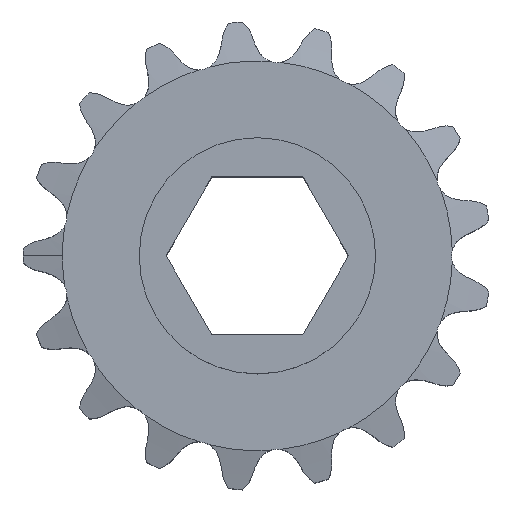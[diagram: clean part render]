
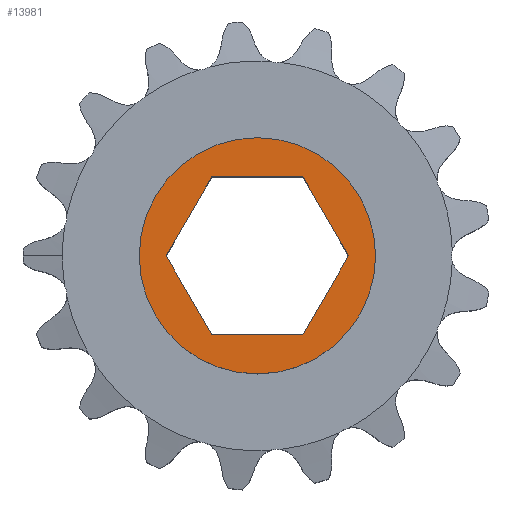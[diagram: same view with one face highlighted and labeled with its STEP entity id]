
A CAD part, top view. The second image highlights one B-rep face of the part: STEP entity #13981.
In plain terms, the highlighted planar face has unit normal (0, 0, 1).
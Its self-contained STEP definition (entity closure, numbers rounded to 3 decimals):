
#17 = DIRECTION ( 'NONE',  ( 0., 0., 1. ) ) ;
#124 = DIRECTION ( 'NONE',  ( -0.5, 0.866, 0. ) ) ;
#968 = VECTOR ( 'NONE', #1635, 1000. ) ;
#1131 = ORIENTED_EDGE ( 'NONE', *, *, #12133, .F. ) ;
#1243 = CARTESIAN_POINT ( 'NONE',  ( -3.675, 6.365, 7.938 ) ) ;
#1319 = DIRECTION ( 'NONE',  ( 1., 0., 0. ) ) ;
#1443 = ORIENTED_EDGE ( 'NONE', *, *, #8138, .F. ) ;
#1635 = DIRECTION ( 'NONE',  ( -0.5, -0.866, 0. ) ) ;
#1745 = EDGE_CURVE ( 'NONE', #11122, #12701, #2444, .T. ) ;
#1776 = CARTESIAN_POINT ( 'NONE',  ( -3.675, 6.365, 7.938 ) ) ;
#1931 = CARTESIAN_POINT ( 'NONE',  ( -9.525, 0., 7.938 ) ) ;
#2444 = LINE ( 'NONE', #6862, #10923 ) ;
#2661 = CIRCLE ( 'NONE', #13820, 9.525 ) ;
#2773 = VERTEX_POINT ( 'NONE', #11929 ) ;
#2819 = DIRECTION ( 'NONE',  ( 0.5, -0.866, 0. ) ) ;
#2853 = VERTEX_POINT ( 'NONE', #1931 ) ;
#2893 = LINE ( 'NONE', #9590, #9663 ) ;
#3016 = EDGE_CURVE ( 'NONE', #8925, #9466, #11931, .T. ) ;
#3040 = DIRECTION ( 'NONE',  ( 0.5, 0.866, 0. ) ) ;
#3412 = DIRECTION ( 'NONE',  ( 0., 0., 1. ) ) ;
#4007 = ORIENTED_EDGE ( 'NONE', *, *, #13344, .F. ) ;
#4431 = FACE_OUTER_BOUND ( 'NONE', #5522, .T. ) ;
#4610 = EDGE_CURVE ( 'NONE', #10777, #2853, #2661, .T. ) ;
#4690 = LINE ( 'NONE', #1776, #968 ) ;
#4706 = FACE_BOUND ( 'NONE', #10520, .T. ) ;
#4933 = ORIENTED_EDGE ( 'NONE', *, *, #10847, .F. ) ;
#5323 = ORIENTED_EDGE ( 'NONE', *, *, #4610, .T. ) ;
#5522 = EDGE_LOOP ( 'NONE', ( #8859, #5323 ) ) ;
#5719 = VECTOR ( 'NONE', #2819, 1000. ) ;
#5803 = CARTESIAN_POINT ( 'NONE',  ( 7.35, 0., 7.938 ) ) ;
#6090 = VECTOR ( 'NONE', #124, 1000. ) ;
#6690 = CARTESIAN_POINT ( 'NONE',  ( 0., 0., 7.938 ) ) ;
#6862 = CARTESIAN_POINT ( 'NONE',  ( -3.675, -6.365, 7.938 ) ) ;
#7437 = ORIENTED_EDGE ( 'NONE', *, *, #3016, .F. ) ;
#8024 = CARTESIAN_POINT ( 'NONE',  ( 7.35, 0., 7.938 ) ) ;
#8138 = EDGE_CURVE ( 'NONE', #2773, #11122, #12857, .T. ) ;
#8655 = CARTESIAN_POINT ( 'NONE',  ( 9.525, 0., 7.938 ) ) ;
#8859 = ORIENTED_EDGE ( 'NONE', *, *, #10838, .T. ) ;
#8884 = DIRECTION ( 'NONE',  ( 1., 0., 0. ) ) ;
#8925 = VERTEX_POINT ( 'NONE', #13997 ) ;
#9097 = PLANE ( 'NONE',  #13763 ) ;
#9164 = CARTESIAN_POINT ( 'NONE',  ( 0., 0., 7.938 ) ) ;
#9192 = VERTEX_POINT ( 'NONE', #5803 ) ;
#9313 = VECTOR ( 'NONE', #9811, 1000. ) ;
#9360 = CARTESIAN_POINT ( 'NONE',  ( -3.675, -6.365, 7.938 ) ) ;
#9427 = AXIS2_PLACEMENT_3D ( 'NONE', #12863, #12795, #10832 ) ;
#9466 = VERTEX_POINT ( 'NONE', #1243 ) ;
#9590 = CARTESIAN_POINT ( 'NONE',  ( 3.675, -6.365, 7.938 ) ) ;
#9663 = VECTOR ( 'NONE', #3040, 1000. ) ;
#9811 = DIRECTION ( 'NONE',  ( -1., 0., 0. ) ) ;
#10218 = LINE ( 'NONE', #8024, #6090 ) ;
#10520 = EDGE_LOOP ( 'NONE', ( #4933, #13560, #1443, #4007, #7437, #1131 ) ) ;
#10607 = CARTESIAN_POINT ( 'NONE',  ( -7.35, 0., 7.938 ) ) ;
#10770 = CARTESIAN_POINT ( 'NONE',  ( 3.675, -6.365, 7.938 ) ) ;
#10777 = VERTEX_POINT ( 'NONE', #8655 ) ;
#10832 = DIRECTION ( 'NONE',  ( 1., 0., 0. ) ) ;
#10837 = CARTESIAN_POINT ( 'NONE',  ( 3.675, 6.365, 7.938 ) ) ;
#10838 = EDGE_CURVE ( 'NONE', #2853, #10777, #12910, .T. ) ;
#10847 = EDGE_CURVE ( 'NONE', #12701, #9192, #2893, .T. ) ;
#10923 = VECTOR ( 'NONE', #11323, 1000. ) ;
#11122 = VERTEX_POINT ( 'NONE', #9360 ) ;
#11323 = DIRECTION ( 'NONE',  ( 1., 0., 0. ) ) ;
#11929 = CARTESIAN_POINT ( 'NONE',  ( -7.35, 0., 7.938 ) ) ;
#11931 = LINE ( 'NONE', #10837, #9313 ) ;
#12133 = EDGE_CURVE ( 'NONE', #9192, #8925, #10218, .T. ) ;
#12701 = VERTEX_POINT ( 'NONE', #10770 ) ;
#12795 = DIRECTION ( 'NONE',  ( 0., 0., 1. ) ) ;
#12857 = LINE ( 'NONE', #10607, #5719 ) ;
#12863 = CARTESIAN_POINT ( 'NONE',  ( 0., 0., 7.938 ) ) ;
#12910 = CIRCLE ( 'NONE', #9427, 9.525 ) ;
#13344 = EDGE_CURVE ( 'NONE', #9466, #2773, #4690, .T. ) ;
#13560 = ORIENTED_EDGE ( 'NONE', *, *, #1745, .F. ) ;
#13763 = AXIS2_PLACEMENT_3D ( 'NONE', #9164, #17, #8884 ) ;
#13820 = AXIS2_PLACEMENT_3D ( 'NONE', #6690, #3412, #1319 ) ;
#13981 = ADVANCED_FACE ( 'NONE', ( #4706, #4431 ), #9097, .T. ) ;
#13997 = CARTESIAN_POINT ( 'NONE',  ( 3.675, 6.365, 7.938 ) ) ;
